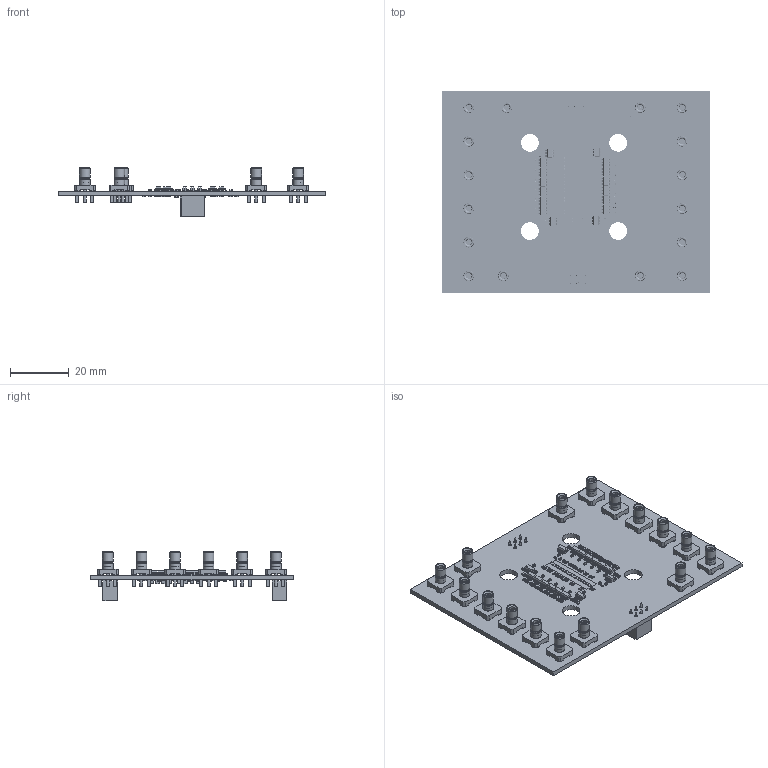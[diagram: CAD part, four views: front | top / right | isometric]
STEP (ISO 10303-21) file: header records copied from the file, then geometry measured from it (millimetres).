
FILE_DESCRIPTION(('KiCad electronic assembly'),'2;1');
FILE_NAME('tia-linear_holesv1.step','2022-02-11T20:14:54',('Pcbnew'),( 'Kicad'),'Open CASCADE STEP processor 7.5','KiCad to STEP converter' ,'Unknown');
FILE_SCHEMA(('AUTOMOTIVE_DESIGN { 1 0 10303 214 1 1 1 1 }'));
Length unit declared in the file: millimetre
Products named in the file (18): tia-linear_holesv1 1; R_0402_1005Metric; SOLID; C_0402_1005Metric; SMB standing; COMPOUND; DBV6; AF210729 v2; C_0805_2012Metric; PinSocket_2x03_P2.54mm_Vertical; sipm-linear-s14160 PCB
Assembly tree (214 placements, depth 3):
  tia-linear_holesv1 1
    R_0402_1005Metric  x98
      SOLID
    C_0402_1005Metric  x48
      SOLID
    SMB standing  x16
      COMPOUND
    DBV6  x16
      COMPOUND
    AF210729 v2
      COMPOUND
    C_0402_1005Metric  x16
      SOLID
    C_0805_2012Metric  x8
      SOLID
    PinSocket_2x03_P2.54mm_Vertical  x2
      SOLID
    sipm-linear-s14160 PCB
Bounding box: 90.78 x 68.85 x 16.69 mm (x, y, z)
Volume: 12348.7 mm3; surface area: 22276.4 mm2
Topology: 254 solids, 1822 shells, 8142 faces, 24204 edges, 18496 vertices
Faces by surface type: bspline 8040, cylinder 96, plane 6
Full cylindrical faces by diameter (mm): 1 x12, 1.2 x16, 1.7 x64, 6 x4
Entity records: 52271 total; most frequent: CARTESIAN_POINT 20058, B_SPLINE_CURVE_WITH_KNOTS 4307, ORIENTED_EDGE 3654, PCURVE 3654, DEFINITIONAL_REPRESENTATION 3654, EDGE_CURVE 2071, SURFACE_CURVE 1927, DIRECTION 1534
